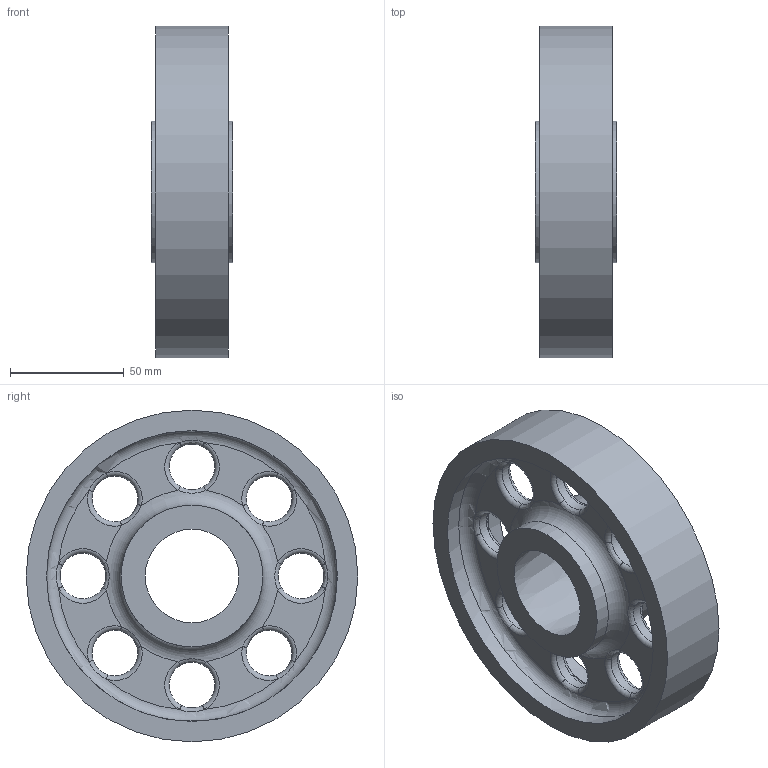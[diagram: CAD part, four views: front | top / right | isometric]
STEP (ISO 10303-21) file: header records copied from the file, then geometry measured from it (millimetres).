
FILE_DESCRIPTION((''),'2;1');
FILE_NAME('8_Bohrungen.stp','2017-12-08T13:38:03',('s.radev'),(''),'Autodesk Inventor 2011','Autodesk Inventor 2011','');
FILE_SCHEMA(('CONFIG_CONTROL_DESIGN'));
Length unit declared in the file: millimetre
Products named in the file (1): 003
Bounding box: 36 x 146 x 146 mm (x, y, z)
Volume: 240862.6 mm3; surface area: 60469.7 mm2
Topology: 1 solids, 1 shells, 102 faces, 258 edges, 144 vertices
Faces by surface type: torus 36, bspline 32, plane 20, cylinder 13, cone 1
Full cylindrical faces by diameter (mm): 20.1 x8, 62.35 x2, 128 x2, 146 x1
Entity records: 4022 total; most frequent: CARTESIAN_POINT 1727, DIRECTION 486, ORIENTED_EDGE 472, AXIS2_PLACEMENT_3D 243, EDGE_CURVE 236, CIRCLE 172, VERTEX_POINT 140, EDGE_LOOP 124
